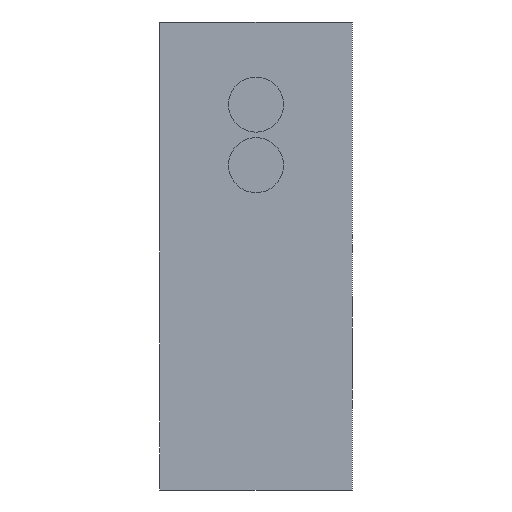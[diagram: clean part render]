
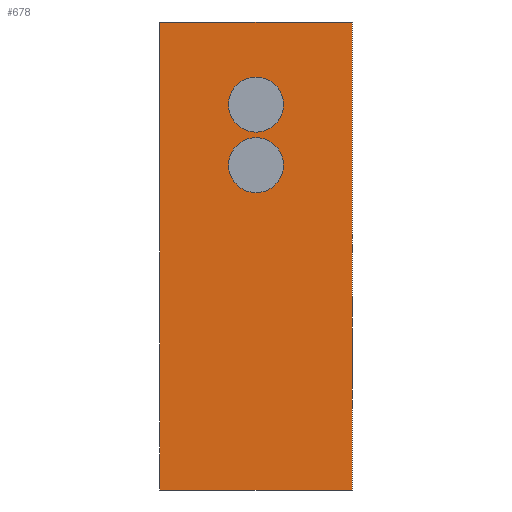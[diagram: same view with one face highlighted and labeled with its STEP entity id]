
A CAD part, front view. The second image highlights one B-rep face of the part: STEP entity #678.
In plain terms, the highlighted planar face has unit normal (0, -1, 0).
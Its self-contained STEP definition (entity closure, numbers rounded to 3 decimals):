
#23=DIRECTION('',(0.,0.,-1.));
#24=VECTOR('',#23,8.5);
#25=CARTESIAN_POINT('',(-1.75,-6.5,2.));
#26=LINE('',#25,#24);
#145=DIRECTION('',(0.,0.,-1.));
#146=VECTOR('',#145,8.5);
#147=CARTESIAN_POINT('',(1.75,-6.5,2.));
#148=LINE('',#147,#146);
#195=DIRECTION('',(1.,0.,0.));
#196=VECTOR('',#195,3.5);
#197=CARTESIAN_POINT('',(-1.75,-6.5,-6.5));
#198=LINE('',#197,#196);
#199=DIRECTION('',(1.,0.,0.));
#200=VECTOR('',#199,3.5);
#201=CARTESIAN_POINT('',(-1.75,-6.5,2.));
#202=LINE('',#201,#200);
#203=CARTESIAN_POINT('',(0.,-6.5,0.5));
#204=DIRECTION('',(0.,-1.,0.));
#205=DIRECTION('',(1.,0.,0.));
#206=AXIS2_PLACEMENT_3D('',#203,#204,#205);
#208=CARTESIAN_POINT('',(0.,-6.5,0.5));
#209=DIRECTION('',(0.,-1.,0.));
#210=DIRECTION('',(-1.,0.,0.));
#211=AXIS2_PLACEMENT_3D('',#208,#209,#210);
#213=CARTESIAN_POINT('',(0.,-6.5,-0.6));
#214=DIRECTION('',(0.,-1.,0.));
#215=DIRECTION('',(1.,0.,0.));
#216=AXIS2_PLACEMENT_3D('',#213,#214,#215);
#218=CARTESIAN_POINT('',(0.,-6.5,-0.6));
#219=DIRECTION('',(0.,-1.,0.));
#220=DIRECTION('',(-1.,0.,0.));
#221=AXIS2_PLACEMENT_3D('',#218,#219,#220);
#296=CARTESIAN_POINT('',(-1.75,-6.5,2.));
#298=VERTEX_POINT('',#296);
#299=CARTESIAN_POINT('',(-1.75,-6.5,-6.5));
#300=VERTEX_POINT('',#299);
#312=CARTESIAN_POINT('',(1.75,-6.5,2.));
#314=VERTEX_POINT('',#312);
#315=CARTESIAN_POINT('',(1.75,-6.5,-6.5));
#316=VERTEX_POINT('',#315);
#375=CARTESIAN_POINT('',(0.5,-6.5,0.5));
#376=CARTESIAN_POINT('',(-0.5,-6.5,0.5));
#377=VERTEX_POINT('',#375);
#378=VERTEX_POINT('',#376);
#379=CARTESIAN_POINT('',(0.5,-6.5,-0.6));
#380=CARTESIAN_POINT('',(-0.5,-6.5,-0.6));
#381=VERTEX_POINT('',#379);
#382=VERTEX_POINT('',#380);
#655=CARTESIAN_POINT('',(-1.75,-6.5,2.));
#656=DIRECTION('',(0.,-1.,0.));
#657=DIRECTION('',(0.,0.,-1.));
#658=AXIS2_PLACEMENT_3D('',#655,#656,#657);
#659=PLANE('',#658);
#660=ORIENTED_EDGE('',*,*,#394,.F.);
#661=ORIENTED_EDGE('',*,*,#580,.T.);
#662=ORIENTED_EDGE('',*,*,#530,.T.);
#663=ORIENTED_EDGE('',*,*,#648,.F.);
#664=EDGE_LOOP('',(#660,#661,#662,#663));
#665=FACE_OUTER_BOUND('',#664,.F.);
#667=ORIENTED_EDGE('',*,*,#666,.T.);
#669=ORIENTED_EDGE('',*,*,#668,.T.);
#670=EDGE_LOOP('',(#667,#669));
#671=FACE_BOUND('',#670,.F.);
#673=ORIENTED_EDGE('',*,*,#672,.T.);
#675=ORIENTED_EDGE('',*,*,#674,.T.);
#676=EDGE_LOOP('',(#673,#675));
#677=FACE_BOUND('',#676,.F.);
#678=ADVANCED_FACE('',(#665,#671,#677),#659,.T.);
#207=CIRCLE('',#206,0.5);
#212=CIRCLE('',#211,0.5);
#217=CIRCLE('',#216,0.5);
#222=CIRCLE('',#221,0.5);
#394=EDGE_CURVE('',#298,#300,#26,.T.);
#530=EDGE_CURVE('',#314,#316,#148,.T.);
#580=EDGE_CURVE('',#298,#314,#202,.T.);
#648=EDGE_CURVE('',#300,#316,#198,.T.);
#666=EDGE_CURVE('',#377,#378,#207,.T.);
#668=EDGE_CURVE('',#378,#377,#212,.T.);
#672=EDGE_CURVE('',#381,#382,#217,.T.);
#674=EDGE_CURVE('',#382,#381,#222,.T.);
